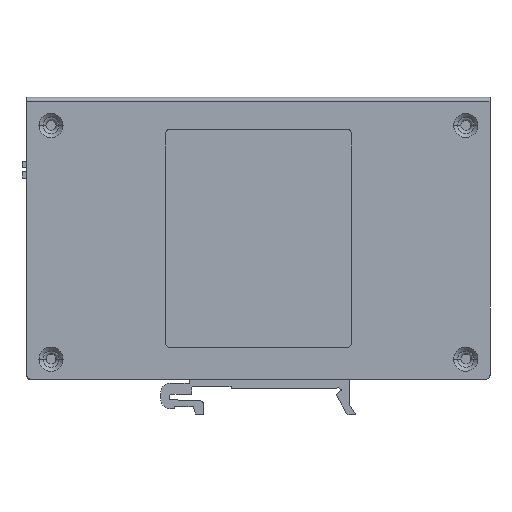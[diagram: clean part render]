
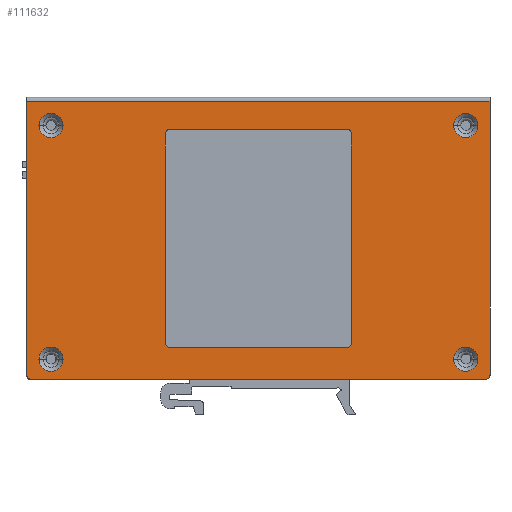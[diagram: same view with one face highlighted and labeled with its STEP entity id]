
A CAD part, left-side view. The second image highlights one B-rep face of the part: STEP entity #111632.
In plain terms, the highlighted planar face has unit normal (-1, 0, 0).
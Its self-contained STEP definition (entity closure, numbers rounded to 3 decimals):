
#109677=DIRECTION('',(0.,-1.,0.));
#109678=VECTOR('',#109677,113.);
#109679=CARTESIAN_POINT('',(-49.15,56.,-34.9));
#109680=LINE('',#109679,#109678);
#109681=CARTESIAN_POINT('',(-49.15,56.,-33.9));
#109682=DIRECTION('',(-1.,0.,0.));
#109683=DIRECTION('',(0.,1.,0.));
#109684=AXIS2_PLACEMENT_3D('',#109681,#109682,#109683);
#109686=DIRECTION('',(0.,0.,-1.));
#109687=VECTOR('',#109686,68.);
#109688=CARTESIAN_POINT('',(-49.15,57.,34.1));
#109689=LINE('',#109688,#109687);
#109690=DIRECTION('',(0.,0.,1.));
#109691=VECTOR('',#109690,68.);
#109692=CARTESIAN_POINT('',(-49.15,-58.,-33.9));
#109693=LINE('',#109692,#109691);
#109694=CARTESIAN_POINT('',(-49.15,-57.,-33.9));
#109695=DIRECTION('',(-1.,0.,0.));
#109696=DIRECTION('',(0.,0.,-1.));
#109697=AXIS2_PLACEMENT_3D('',#109694,#109695,#109696);
#109699=CARTESIAN_POINT('',(-49.15,51.,-29.9));
#109700=DIRECTION('',(1.,0.,0.));
#109701=DIRECTION('',(0.,1.,0.));
#109702=AXIS2_PLACEMENT_3D('',#109699,#109700,#109701);
#109704=CARTESIAN_POINT('',(-49.15,51.,-29.9));
#109705=DIRECTION('',(1.,0.,0.));
#109706=DIRECTION('',(0.,-1.,0.));
#109707=AXIS2_PLACEMENT_3D('',#109704,#109705,#109706);
#109709=CARTESIAN_POINT('',(-49.15,51.,28.1));
#109710=DIRECTION('',(1.,0.,0.));
#109711=DIRECTION('',(0.,1.,0.));
#109712=AXIS2_PLACEMENT_3D('',#109709,#109710,#109711);
#109714=CARTESIAN_POINT('',(-49.15,51.,28.1));
#109715=DIRECTION('',(1.,0.,0.));
#109716=DIRECTION('',(0.,-1.,0.));
#109717=AXIS2_PLACEMENT_3D('',#109714,#109715,#109716);
#109719=CARTESIAN_POINT('',(-49.15,-52.,-29.9));
#109720=DIRECTION('',(1.,0.,0.));
#109721=DIRECTION('',(0.,1.,0.));
#109722=AXIS2_PLACEMENT_3D('',#109719,#109720,#109721);
#109724=CARTESIAN_POINT('',(-49.15,-52.,-29.9));
#109725=DIRECTION('',(1.,0.,0.));
#109726=DIRECTION('',(0.,-1.,0.));
#109727=AXIS2_PLACEMENT_3D('',#109724,#109725,#109726);
#109729=CARTESIAN_POINT('',(-49.15,-52.,28.1));
#109730=DIRECTION('',(1.,0.,0.));
#109731=DIRECTION('',(0.,1.,0.));
#109732=AXIS2_PLACEMENT_3D('',#109729,#109730,#109731);
#109734=CARTESIAN_POINT('',(-49.15,-52.,28.1));
#109735=DIRECTION('',(1.,0.,0.));
#109736=DIRECTION('',(0.,-1.,0.));
#109737=AXIS2_PLACEMENT_3D('',#109734,#109735,#109736);
#109739=CARTESIAN_POINT('',(-49.15,-22.4,26.));
#109740=DIRECTION('',(1.,0.,0.));
#109741=DIRECTION('',(0.,0.,1.));
#109742=AXIS2_PLACEMENT_3D('',#109739,#109740,#109741);
#109744=DIRECTION('',(0.,-1.,0.));
#109745=VECTOR('',#109744,43.8);
#109746=CARTESIAN_POINT('',(-49.15,21.4,27.2));
#109747=LINE('',#109746,#109745);
#109748=CARTESIAN_POINT('',(-49.15,21.4,26.));
#109749=DIRECTION('',(1.,0.,0.));
#109750=DIRECTION('',(0.,1.,0.));
#109751=AXIS2_PLACEMENT_3D('',#109748,#109749,#109750);
#109753=DIRECTION('',(0.,0.,1.));
#109754=VECTOR('',#109753,51.8);
#109755=CARTESIAN_POINT('',(-49.15,22.6,-25.8));
#109756=LINE('',#109755,#109754);
#109757=CARTESIAN_POINT('',(-49.15,21.4,-25.8));
#109758=DIRECTION('',(1.,0.,0.));
#109759=DIRECTION('',(0.,0.,-1.));
#109760=AXIS2_PLACEMENT_3D('',#109757,#109758,#109759);
#109762=DIRECTION('',(0.,1.,0.));
#109763=VECTOR('',#109762,43.8);
#109764=CARTESIAN_POINT('',(-49.15,-22.4,-27.));
#109765=LINE('',#109764,#109763);
#109766=CARTESIAN_POINT('',(-49.15,-22.4,-25.8));
#109767=DIRECTION('',(1.,0.,0.));
#109768=DIRECTION('',(0.,-1.,0.));
#109769=AXIS2_PLACEMENT_3D('',#109766,#109767,#109768);
#109771=DIRECTION('',(0.,0.,-1.));
#109772=VECTOR('',#109771,51.8);
#109773=CARTESIAN_POINT('',(-49.15,-23.6,26.));
#109774=LINE('',#109773,#109772);
#109791=DIRECTION('',(0.,-1.,0.));
#109792=VECTOR('',#109791,115.);
#109793=CARTESIAN_POINT('',(-49.15,57.,34.1));
#109794=LINE('',#109793,#109792);
#110661=CARTESIAN_POINT('',(-49.15,-58.,34.1));
#110662=VERTEX_POINT('',#110661);
#110671=CARTESIAN_POINT('',(-49.15,56.,-34.9));
#110672=CARTESIAN_POINT('',(-49.15,-57.,-34.9));
#110673=VERTEX_POINT('',#110671);
#110674=VERTEX_POINT('',#110672);
#110675=CARTESIAN_POINT('',(-49.15,57.,34.1));
#110676=VERTEX_POINT('',#110675);
#110687=CARTESIAN_POINT('',(-49.15,54.,-29.9));
#110688=CARTESIAN_POINT('',(-49.15,48.,-29.9));
#110689=VERTEX_POINT('',#110687);
#110690=VERTEX_POINT('',#110688);
#110691=CARTESIAN_POINT('',(-49.15,-58.,-33.9));
#110692=VERTEX_POINT('',#110691);
#110693=CARTESIAN_POINT('',(-49.15,57.,-33.9));
#110694=VERTEX_POINT('',#110693);
#110711=CARTESIAN_POINT('',(-49.15,54.,28.1));
#110712=CARTESIAN_POINT('',(-49.15,48.,28.1));
#110713=VERTEX_POINT('',#110711);
#110714=VERTEX_POINT('',#110712);
#110733=CARTESIAN_POINT('',(-49.15,-49.,-29.9));
#110734=CARTESIAN_POINT('',(-49.15,-55.,-29.9));
#110735=VERTEX_POINT('',#110733);
#110736=VERTEX_POINT('',#110734);
#110749=CARTESIAN_POINT('',(-49.15,-49.,28.1));
#110750=CARTESIAN_POINT('',(-49.15,-55.,28.1));
#110751=VERTEX_POINT('',#110749);
#110752=VERTEX_POINT('',#110750);
#110771=CARTESIAN_POINT('',(-49.15,-22.4,27.2));
#110772=CARTESIAN_POINT('',(-49.15,-23.6,26.));
#110773=VERTEX_POINT('',#110771);
#110774=VERTEX_POINT('',#110772);
#110793=CARTESIAN_POINT('',(-49.15,-23.6,-25.8));
#110794=VERTEX_POINT('',#110793);
#110795=CARTESIAN_POINT('',(-49.15,21.4,27.2));
#110796=VERTEX_POINT('',#110795);
#110821=CARTESIAN_POINT('',(-49.15,-22.4,-27.));
#110822=VERTEX_POINT('',#110821);
#110823=CARTESIAN_POINT('',(-49.15,22.6,26.));
#110824=VERTEX_POINT('',#110823);
#110849=CARTESIAN_POINT('',(-49.15,21.4,-27.));
#110850=VERTEX_POINT('',#110849);
#110853=CARTESIAN_POINT('',(-49.15,22.6,-25.8));
#110854=VERTEX_POINT('',#110853);
#111573=CARTESIAN_POINT('',(-49.15,-58.,34.1));
#111574=DIRECTION('',(1.,0.,0.));
#111575=DIRECTION('',(0.,-1.,0.));
#111576=AXIS2_PLACEMENT_3D('',#111573,#111574,#111575);
#111577=PLANE('',#111576);
#111579=ORIENTED_EDGE('',*,*,#111578,.F.);
#111581=ORIENTED_EDGE('',*,*,#111580,.F.);
#111582=ORIENTED_EDGE('',*,*,#111564,.F.);
#111584=ORIENTED_EDGE('',*,*,#111583,.T.);
#111585=ORIENTED_EDGE('',*,*,#111140,.F.);
#111587=ORIENTED_EDGE('',*,*,#111586,.F.);
#111588=EDGE_LOOP('',(#111579,#111581,#111582,#111584,#111585,#111587));
#111589=FACE_OUTER_BOUND('',#111588,.F.);
#111591=ORIENTED_EDGE('',*,*,#111590,.F.);
#111593=ORIENTED_EDGE('',*,*,#111592,.F.);
#111594=EDGE_LOOP('',(#111591,#111593));
#111595=FACE_BOUND('',#111594,.F.);
#111597=ORIENTED_EDGE('',*,*,#111596,.F.);
#111599=ORIENTED_EDGE('',*,*,#111598,.F.);
#111600=EDGE_LOOP('',(#111597,#111599));
#111601=FACE_BOUND('',#111600,.F.);
#111603=ORIENTED_EDGE('',*,*,#111602,.F.);
#111605=ORIENTED_EDGE('',*,*,#111604,.F.);
#111606=EDGE_LOOP('',(#111603,#111605));
#111607=FACE_BOUND('',#111606,.F.);
#111609=ORIENTED_EDGE('',*,*,#111608,.F.);
#111611=ORIENTED_EDGE('',*,*,#111610,.F.);
#111612=EDGE_LOOP('',(#111609,#111611));
#111613=FACE_BOUND('',#111612,.F.);
#111615=ORIENTED_EDGE('',*,*,#111614,.F.);
#111617=ORIENTED_EDGE('',*,*,#111616,.F.);
#111619=ORIENTED_EDGE('',*,*,#111618,.F.);
#111621=ORIENTED_EDGE('',*,*,#111620,.F.);
#111623=ORIENTED_EDGE('',*,*,#111622,.F.);
#111625=ORIENTED_EDGE('',*,*,#111624,.F.);
#111627=ORIENTED_EDGE('',*,*,#111626,.F.);
#111629=ORIENTED_EDGE('',*,*,#111628,.F.);
#111630=EDGE_LOOP('',(#111615,#111617,#111619,#111621,#111623,#111625,#111627,
#111629));
#111631=FACE_BOUND('',#111630,.F.);
#111632=ADVANCED_FACE('',(#111589,#111595,#111601,#111607,#111613,#111631),
#111577,.F.);
#109685=CIRCLE('',#109684,1.);
#109698=CIRCLE('',#109697,1.);
#109703=CIRCLE('',#109702,3.);
#109708=CIRCLE('',#109707,3.);
#109713=CIRCLE('',#109712,3.);
#109718=CIRCLE('',#109717,3.);
#109723=CIRCLE('',#109722,3.);
#109728=CIRCLE('',#109727,3.);
#109733=CIRCLE('',#109732,3.);
#109738=CIRCLE('',#109737,3.);
#109743=CIRCLE('',#109742,1.2);
#109752=CIRCLE('',#109751,1.2);
#109761=CIRCLE('',#109760,1.2);
#109770=CIRCLE('',#109769,1.2);
#111140=EDGE_CURVE('',#110692,#110662,#109693,.T.);
#111564=EDGE_CURVE('',#110676,#110694,#109689,.T.);
#111578=EDGE_CURVE('',#110673,#110674,#109680,.T.);
#111580=EDGE_CURVE('',#110694,#110673,#109685,.T.);
#111583=EDGE_CURVE('',#110676,#110662,#109794,.T.);
#111586=EDGE_CURVE('',#110674,#110692,#109698,.T.);
#111590=EDGE_CURVE('',#110689,#110690,#109703,.T.);
#111592=EDGE_CURVE('',#110690,#110689,#109708,.T.);
#111596=EDGE_CURVE('',#110713,#110714,#109713,.T.);
#111598=EDGE_CURVE('',#110714,#110713,#109718,.T.);
#111602=EDGE_CURVE('',#110735,#110736,#109723,.T.);
#111604=EDGE_CURVE('',#110736,#110735,#109728,.T.);
#111608=EDGE_CURVE('',#110751,#110752,#109733,.T.);
#111610=EDGE_CURVE('',#110752,#110751,#109738,.T.);
#111614=EDGE_CURVE('',#110773,#110774,#109743,.T.);
#111616=EDGE_CURVE('',#110796,#110773,#109747,.T.);
#111618=EDGE_CURVE('',#110824,#110796,#109752,.T.);
#111620=EDGE_CURVE('',#110854,#110824,#109756,.T.);
#111622=EDGE_CURVE('',#110850,#110854,#109761,.T.);
#111624=EDGE_CURVE('',#110822,#110850,#109765,.T.);
#111626=EDGE_CURVE('',#110794,#110822,#109770,.T.);
#111628=EDGE_CURVE('',#110774,#110794,#109774,.T.);
